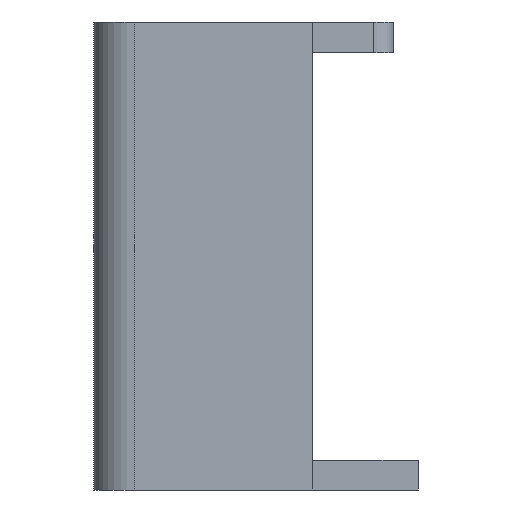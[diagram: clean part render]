
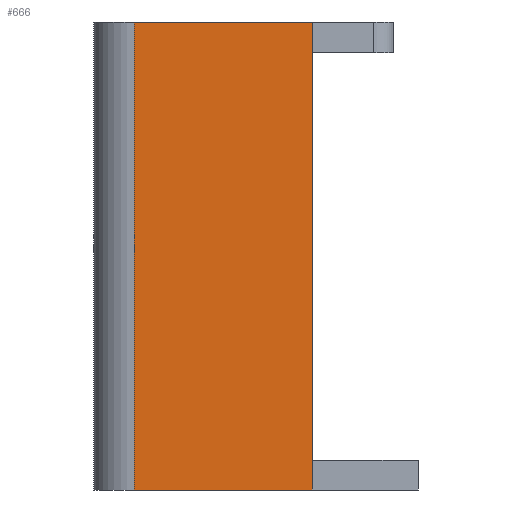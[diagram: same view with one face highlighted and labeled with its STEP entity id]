
A CAD part, left-side view. The second image highlights one B-rep face of the part: STEP entity #666.
In plain terms, the highlighted planar face has unit normal (-1, 0, 0).
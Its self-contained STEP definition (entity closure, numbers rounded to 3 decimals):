
#52=PLANE('',#736);
#87=FACE_OUTER_BOUND('',#131,.T.);
#131=EDGE_LOOP('',(#618,#619,#620,#621));
#147=LINE('',#963,#217);
#148=LINE('',#972,#218);
#183=LINE('',#1076,#253);
#187=LINE('',#1082,#257);
#217=VECTOR('',#767,10.);
#218=VECTOR('',#778,10.);
#253=VECTOR('',#877,10.);
#257=VECTOR('',#883,10.);
#307=VERTEX_POINT('',#960);
#308=VERTEX_POINT('',#962);
#311=VERTEX_POINT('',#970);
#348=VERTEX_POINT('',#1075);
#369=EDGE_CURVE('',#308,#307,#147,.T.);
#374=EDGE_CURVE('',#308,#311,#148,.T.);
#423=EDGE_CURVE('',#311,#348,#183,.T.);
#427=EDGE_CURVE('',#307,#348,#187,.T.);
#618=ORIENTED_EDGE('',*,*,#374,.F.);
#619=ORIENTED_EDGE('',*,*,#369,.T.);
#620=ORIENTED_EDGE('',*,*,#427,.T.);
#621=ORIENTED_EDGE('',*,*,#423,.F.);
#666=ADVANCED_FACE('',(#87),#52,.T.);
#736=AXIS2_PLACEMENT_3D('',#1110,#920,#921);
#767=DIRECTION('',(0.,-1.,0.));
#778=DIRECTION('',(0.,0.,1.));
#877=DIRECTION('',(0.,-1.,0.));
#883=DIRECTION('',(0.,0.,1.));
#920=DIRECTION('center_axis',(-1.,0.,0.));
#921=DIRECTION('ref_axis',(0.,0.,-1.));
#960=CARTESIAN_POINT('',(-24.,27.5,-17.));
#962=CARTESIAN_POINT('',(-24.,45.,-17.));
#963=CARTESIAN_POINT('',(-24.,40.,-17.));
#970=CARTESIAN_POINT('',(-24.,45.,29.));
#972=CARTESIAN_POINT('',(-24.,45.,9.75));
#1075=CARTESIAN_POINT('',(-24.,27.5,29.));
#1076=CARTESIAN_POINT('',(-24.,40.,29.));
#1082=CARTESIAN_POINT('',(-24.,27.5,24.));
#1110=CARTESIAN_POINT('Origin',(-24.,40.,19.5));
